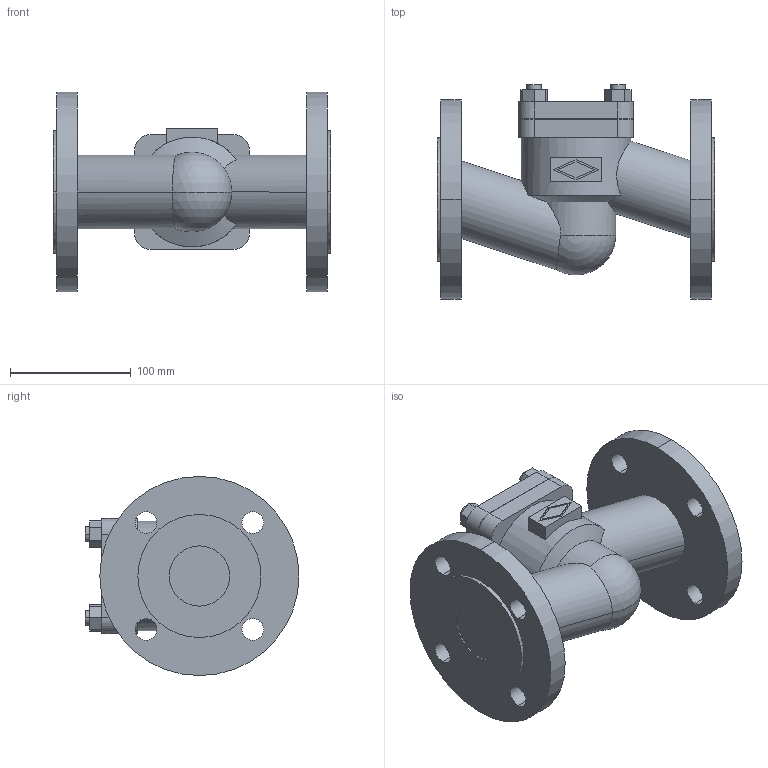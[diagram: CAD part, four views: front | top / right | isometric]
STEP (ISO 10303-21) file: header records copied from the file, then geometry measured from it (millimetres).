
FILE_DESCRIPTION(('OneSpaceDesigner STEP Export'),'2;1');
FILE_NAME('c000000126.stp','2004-11-26T 8:30:22',(''),(''),'OneSpace Designer STEP processor (Jan. 2003) for AP214(CD)(Solid Model)','OneSpace Designer 12.01D 09-Jul-2004 (C) CoCreate Software GmbH','');
FILE_SCHEMA(('AUTOMOTIVE_DESIGN_CC2 {1 2 10303 214 -1 1 5 1}'));
Length unit declared in the file: millimetre
Products named in the file (1): 1
Bounding box: 230 x 177.3 x 165 mm (x, y, z)
Volume: 1891220.2 mm3; surface area: 185976.3 mm2
Topology: 1 solids, 1 shells, 125 faces, 308 edges, 203 vertices
Faces by surface type: plane 67, cylinder 54, cone 2, sphere 2
Entity records: 3675 total; most frequent: CARTESIAN_POINT 851, ORIENTED_EDGE 612, DIRECTION 519, EDGE_CURVE 306, VERTEX_POINT 203, VECTOR 183, LINE 183, AXIS2_PLACEMENT_3D 168
